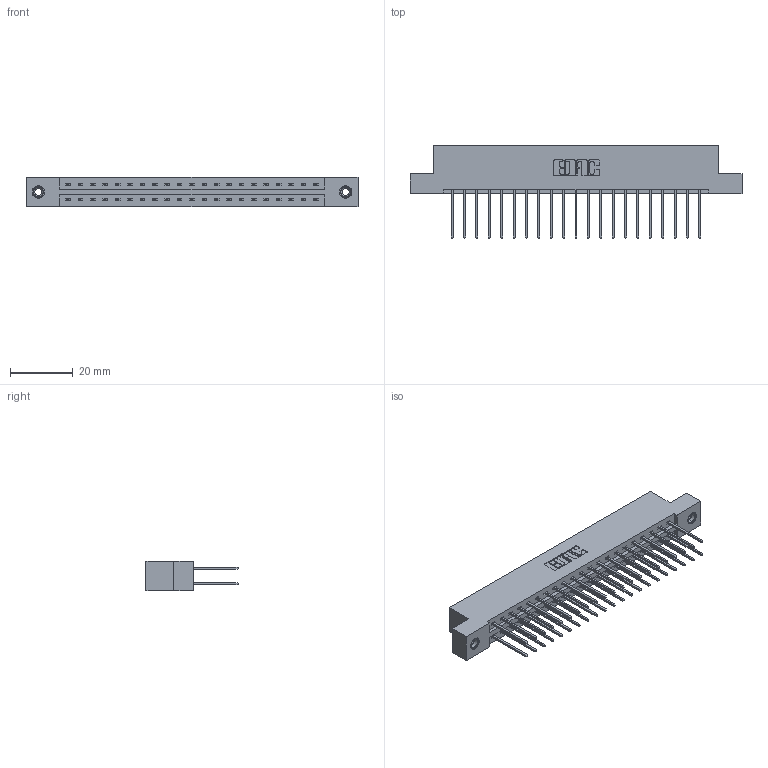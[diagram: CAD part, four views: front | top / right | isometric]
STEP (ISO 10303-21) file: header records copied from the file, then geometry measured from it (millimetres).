
FILE_DESCRIPTION (( 'STEP AP203' ), '1' );
FILE_NAME ('387-042-540-208.STEP', '2019-10-18T04:01:32', ( '' ), ( '' ), 'SwSTEP 2.0', 'SolidWorks 2016', '' );
FILE_SCHEMA (( 'CONFIG_CONTROL_DESIGN' ));
Length unit declared in the file: inch
Products named in the file (4): 387-042-540-208; 337 Part_Flush Mounting Lugs - 0.156 Dia-TI; 345-292-001_345-293-140; 345-250-001_345-250-003-102
Assembly tree (45 placements, depth 2):
  387-042-540-208
    337 Part_Flush Mounting Lugs - 0.156 Dia-TI
    345-292-001_345-293-140  x42
    345-250-001_345-250-003-102  x2
Bounding box: 106.22 x 29.47 x 9.4 mm (x, y, z)
Volume: 11067.8 mm3; surface area: 13119.2 mm2
Topology: 45 solids, 45 shells, 2442 faces, 7209 edges, 4742 vertices
Faces by surface type: plane 1698, cylinder 728, cone 12, torus 4
Entity records: 20202 total; most frequent: CARTESIAN_POINT 3401, ORIENTED_EDGE 3330, DIRECTION 2963, EDGE_CURVE 1665, LINE 1517, VECTOR 1517, VERTEX_POINT 1104, AXIS2_PLACEMENT_3D 723
